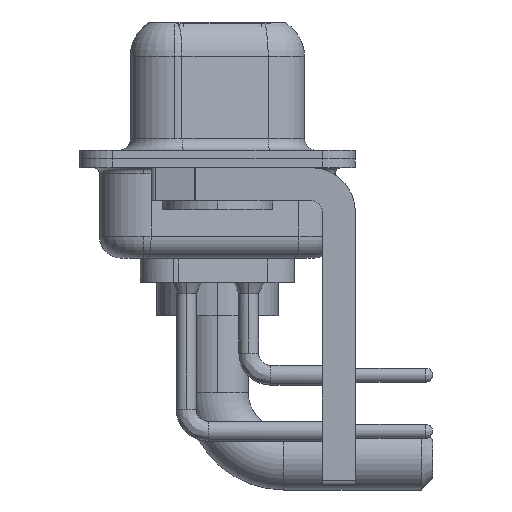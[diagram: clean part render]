
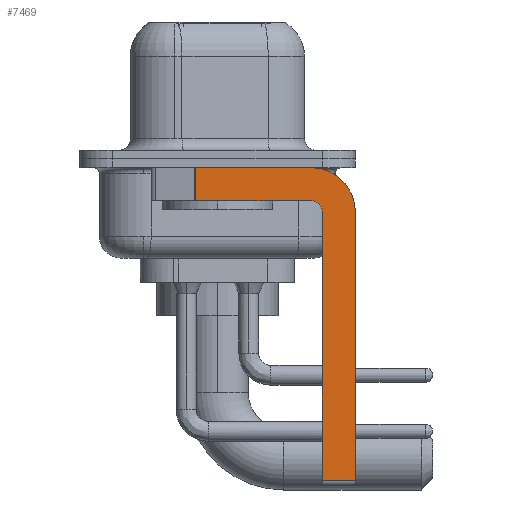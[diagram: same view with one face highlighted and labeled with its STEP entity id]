
A CAD part, left-side view. The second image highlights one B-rep face of the part: STEP entity #7469.
In plain terms, the highlighted planar face has unit normal (-1, 0, 0).
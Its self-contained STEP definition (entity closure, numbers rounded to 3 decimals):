
#611 = VERTEX_POINT ( 'NONE', #10510 ) ;
#684 = VERTEX_POINT ( 'NONE', #18544 ) ;
#1318 = LINE ( 'NONE', #3196, #7720 ) ;
#1463 = EDGE_CURVE ( 'NONE', #611, #3319, #1318, .T. ) ;
#2243 = DIRECTION ( 'NONE',  ( 0., -1., 0. ) ) ;
#2603 = CARTESIAN_POINT ( 'NONE',  ( -2.9, -4.25, -2.4 ) ) ;
#2803 = EDGE_CURVE ( 'NONE', #5761, #3117, #19374, .T. ) ;
#2950 = VECTOR ( 'NONE', #5705, 1000. ) ;
#3117 = VERTEX_POINT ( 'NONE', #18849 ) ;
#3196 = CARTESIAN_POINT ( 'NONE',  ( -2.9, -4.25, -1.9 ) ) ;
#3319 = VERTEX_POINT ( 'NONE', #20987 ) ;
#3448 = LINE ( 'NONE', #17808, #4527 ) ;
#3505 = VERTEX_POINT ( 'NONE', #10899 ) ;
#4206 = CARTESIAN_POINT ( 'NONE',  ( -2.9, -6.25, -2.4 ) ) ;
#4490 = DIRECTION ( 'NONE',  ( -1., 0., 0. ) ) ;
#4527 = VECTOR ( 'NONE', #5351, 1000. ) ;
#4835 = ORIENTED_EDGE ( 'NONE', *, *, #7589, .F. ) ;
#5351 = DIRECTION ( 'NONE',  ( 0., 0., -1. ) ) ;
#5692 = VECTOR ( 'NONE', #2243, 1000. ) ;
#5705 = DIRECTION ( 'NONE',  ( 0., -1., 0. ) ) ;
#5761 = VERTEX_POINT ( 'NONE', #21500 ) ;
#5771 = DIRECTION ( 'NONE',  ( 0., 0., -1. ) ) ;
#6449 = CARTESIAN_POINT ( 'NONE',  ( -2.9, -4.25, -2.4 ) ) ;
#6697 = DIRECTION ( 'NONE',  ( 1., 0., 0. ) ) ;
#7323 = EDGE_CURVE ( 'NONE', #684, #16212, #20594, .T. ) ;
#7469 = ADVANCED_FACE ( 'NONE', ( #12263 ), #19384, .F. ) ;
#7589 = EDGE_CURVE ( 'NONE', #3505, #15345, #9515, .T. ) ;
#7720 = VECTOR ( 'NONE', #10450, 1000. ) ;
#7915 = AXIS2_PLACEMENT_3D ( 'NONE', #10035, #6697, #22586 ) ;
#8018 = CARTESIAN_POINT ( 'NONE',  ( -2.9, -4.75, -14.8 ) ) ;
#8117 = ORIENTED_EDGE ( 'NONE', *, *, #2803, .F. ) ;
#9515 = LINE ( 'NONE', #13056, #2950 ) ;
#10035 = CARTESIAN_POINT ( 'NONE',  ( -2.9, -4.25, -2.4 ) ) ;
#10450 = DIRECTION ( 'NONE',  ( 0., 1., 0. ) ) ;
#10510 = CARTESIAN_POINT ( 'NONE',  ( -2.9, -4.25, -1.9 ) ) ;
#10540 = EDGE_CURVE ( 'NONE', #15345, #684, #22582, .T. ) ;
#10899 = CARTESIAN_POINT ( 'NONE',  ( -2.9, 0.978, -0.4 ) ) ;
#11263 = CARTESIAN_POINT ( 'NONE',  ( -2.9, -4.25, -14.55 ) ) ;
#12263 = FACE_OUTER_BOUND ( 'NONE', #22687, .T. ) ;
#12354 = AXIS2_PLACEMENT_3D ( 'NONE', #6449, #19602, #22913 ) ;
#13056 = CARTESIAN_POINT ( 'NONE',  ( -2.9, 3., -0.4 ) ) ;
#13326 = ORIENTED_EDGE ( 'NONE', *, *, #1463, .F. ) ;
#15345 = VERTEX_POINT ( 'NONE', #21847 ) ;
#15991 = ORIENTED_EDGE ( 'NONE', *, *, #21369, .T. ) ;
#16212 = VERTEX_POINT ( 'NONE', #20252 ) ;
#16482 = AXIS2_PLACEMENT_3D ( 'NONE', #2603, #4490, #22414 ) ;
#17094 = ORIENTED_EDGE ( 'NONE', *, *, #10540, .F. ) ;
#17354 = EDGE_CURVE ( 'NONE', #3117, #611, #17999, .T. ) ;
#17808 = CARTESIAN_POINT ( 'NONE',  ( -2.9, 0.978, -1.9 ) ) ;
#17999 = CIRCLE ( 'NONE', #16482, 0.5 ) ;
#18544 = CARTESIAN_POINT ( 'NONE',  ( -2.9, -6.25, -2.4 ) ) ;
#18849 = CARTESIAN_POINT ( 'NONE',  ( -2.9, -4.75, -2.4 ) ) ;
#19006 = ORIENTED_EDGE ( 'NONE', *, *, #7323, .F. ) ;
#19374 = LINE ( 'NONE', #8018, #19768 ) ;
#19384 = PLANE ( 'NONE',  #7915 ) ;
#19602 = DIRECTION ( 'NONE',  ( 1., 0., 0. ) ) ;
#19768 = VECTOR ( 'NONE', #22468, 1000. ) ;
#20252 = CARTESIAN_POINT ( 'NONE',  ( -2.9, -6.25, -14.55 ) ) ;
#20382 = EDGE_CURVE ( 'NONE', #3505, #3319, #3448, .T. ) ;
#20594 = LINE ( 'NONE', #4206, #22651 ) ;
#20987 = CARTESIAN_POINT ( 'NONE',  ( -2.9, 0.978, -1.9 ) ) ;
#21369 = EDGE_CURVE ( 'NONE', #5761, #16212, #22514, .T. ) ;
#21500 = CARTESIAN_POINT ( 'NONE',  ( -2.9, -4.75, -14.55 ) ) ;
#21847 = CARTESIAN_POINT ( 'NONE',  ( -2.9, -4.25, -0.4 ) ) ;
#22414 = DIRECTION ( 'NONE',  ( 0., 0., 1. ) ) ;
#22468 = DIRECTION ( 'NONE',  ( 0., 0., 1. ) ) ;
#22514 = LINE ( 'NONE', #11263, #5692 ) ;
#22582 = CIRCLE ( 'NONE', #12354, 2. ) ;
#22586 = DIRECTION ( 'NONE',  ( 0., 0., -1. ) ) ;
#22651 = VECTOR ( 'NONE', #5771, 1000. ) ;
#22663 = ORIENTED_EDGE ( 'NONE', *, *, #17354, .F. ) ;
#22687 = EDGE_LOOP ( 'NONE', ( #4835, #23250, #13326, #22663, #8117, #15991, #19006, #17094 ) ) ;
#22913 = DIRECTION ( 'NONE',  ( 0., 0., -1. ) ) ;
#23250 = ORIENTED_EDGE ( 'NONE', *, *, #20382, .T. ) ;
